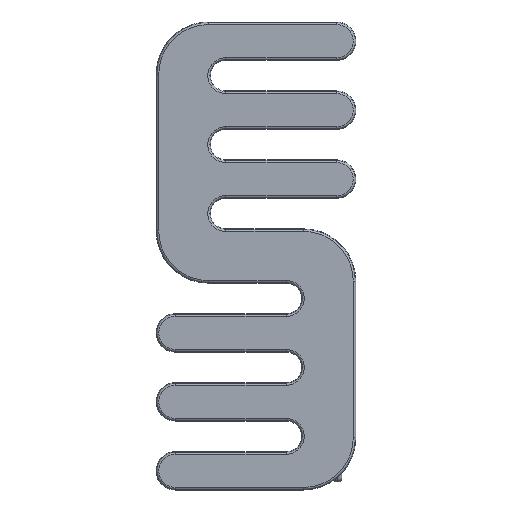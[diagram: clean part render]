
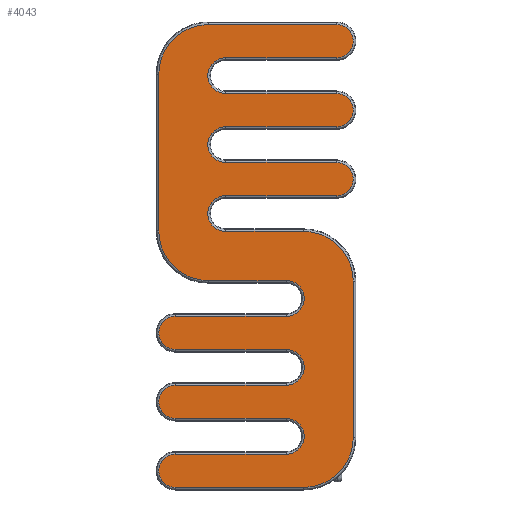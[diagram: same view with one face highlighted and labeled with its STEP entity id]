
A CAD part, top view. The second image highlights one B-rep face of the part: STEP entity #4043.
In plain terms, the highlighted planar face has unit normal (0, 0, 1).
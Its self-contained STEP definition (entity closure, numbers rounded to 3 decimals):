
#672=CARTESIAN_POINT('',(-121.6,464.6,7.));
#673=DIRECTION('',(0.,0.,1.));
#674=DIRECTION('',(0.,1.,0.));
#675=AXIS2_PLACEMENT_3D('',#672,#673,#674);
#680=DIRECTION('',(-1.,0.,0.));
#681=VECTOR('',#680,327.55);
#682=CARTESIAN_POINT('',(205.95,591.416,7.));
#683=LINE('',#682,#681);
#687=CARTESIAN_POINT('',(205.95,548.95,7.));
#688=DIRECTION('',(0.,0.,1.));
#689=DIRECTION('',(0.,-1.,0.));
#690=AXIS2_PLACEMENT_3D('',#687,#688,#689);
#695=DIRECTION('',(1.,0.,0.));
#696=VECTOR('',#695,283.5);
#697=CARTESIAN_POINT('',(-77.55,506.484,7.));
#698=LINE('',#697,#696);
#702=CARTESIAN_POINT('',(-77.55,460.85,7.));
#703=DIRECTION('',(0.,0.,-1.));
#704=DIRECTION('',(0.,-1.,0.));
#705=AXIS2_PLACEMENT_3D('',#702,#703,#704);
#710=DIRECTION('',(-1.,0.,0.));
#711=VECTOR('',#710,283.5);
#712=CARTESIAN_POINT('',(205.95,415.216,7.));
#713=LINE('',#712,#711);
#717=CARTESIAN_POINT('',(205.95,372.75,7.));
#718=DIRECTION('',(0.,0.,1.));
#719=DIRECTION('',(0.,-1.,0.));
#720=AXIS2_PLACEMENT_3D('',#717,#718,#719);
#725=DIRECTION('',(1.,0.,0.));
#726=VECTOR('',#725,283.5);
#727=CARTESIAN_POINT('',(-77.55,330.284,7.));
#728=LINE('',#727,#726);
#732=CARTESIAN_POINT('',(-77.55,284.65,7.));
#733=DIRECTION('',(0.,0.,-1.));
#734=DIRECTION('',(0.,-1.,0.));
#735=AXIS2_PLACEMENT_3D('',#732,#733,#734);
#740=DIRECTION('',(-1.,0.,0.));
#741=VECTOR('',#740,283.5);
#742=CARTESIAN_POINT('',(205.95,239.016,7.));
#743=LINE('',#742,#741);
#747=CARTESIAN_POINT('',(205.95,196.55,7.));
#748=DIRECTION('',(0.,0.,1.));
#749=DIRECTION('',(0.,-1.,0.));
#750=AXIS2_PLACEMENT_3D('',#747,#748,#749);
#755=DIRECTION('',(1.,0.,0.));
#756=VECTOR('',#755,283.5);
#757=CARTESIAN_POINT('',(-77.55,154.084,7.));
#758=LINE('',#757,#756);
#762=CARTESIAN_POINT('',(-77.55,108.45,7.));
#763=DIRECTION('',(0.,0.,-1.));
#764=DIRECTION('',(0.,-1.,0.));
#765=AXIS2_PLACEMENT_3D('',#762,#763,#764);
#770=DIRECTION('',(-1.,0.,0.));
#771=VECTOR('',#770,199.15);
#772=CARTESIAN_POINT('',(121.6,62.816,7.));
#773=LINE('',#772,#771);
#777=CARTESIAN_POINT('',(121.6,-64.,7.));
#778=DIRECTION('',(0.,0.,1.));
#779=DIRECTION('',(1.,0.,0.));
#780=AXIS2_PLACEMENT_3D('',#777,#778,#779);
#785=DIRECTION('',(0.,1.,0.));
#786=VECTOR('',#785,400.6);
#787=CARTESIAN_POINT('',(248.416,-464.6,7.));
#788=LINE('',#787,#786);
#792=CARTESIAN_POINT('',(121.6,-464.6,7.));
#793=DIRECTION('',(0.,0.,1.));
#794=DIRECTION('',(0.,-1.,0.));
#795=AXIS2_PLACEMENT_3D('',#792,#793,#794);
#800=DIRECTION('',(1.,0.,0.));
#801=VECTOR('',#800,327.55);
#802=CARTESIAN_POINT('',(-205.95,-591.416,7.));
#803=LINE('',#802,#801);
#807=CARTESIAN_POINT('',(-205.95,-548.95,7.));
#808=DIRECTION('',(0.,0.,1.));
#809=DIRECTION('',(0.,1.,0.));
#810=AXIS2_PLACEMENT_3D('',#807,#808,#809);
#815=DIRECTION('',(-1.,0.,0.));
#816=VECTOR('',#815,283.5);
#817=CARTESIAN_POINT('',(77.55,-506.484,7.));
#818=LINE('',#817,#816);
#822=CARTESIAN_POINT('',(77.55,-460.85,7.));
#823=DIRECTION('',(0.,0.,-1.));
#824=DIRECTION('',(0.,1.,0.));
#825=AXIS2_PLACEMENT_3D('',#822,#823,#824);
#830=DIRECTION('',(1.,0.,0.));
#831=VECTOR('',#830,283.5);
#832=CARTESIAN_POINT('',(-205.95,-415.216,7.));
#833=LINE('',#832,#831);
#837=CARTESIAN_POINT('',(-205.95,-372.75,7.));
#838=DIRECTION('',(0.,0.,1.));
#839=DIRECTION('',(0.,1.,0.));
#840=AXIS2_PLACEMENT_3D('',#837,#838,#839);
#845=DIRECTION('',(-1.,0.,0.));
#846=VECTOR('',#845,283.5);
#847=CARTESIAN_POINT('',(77.55,-330.284,7.));
#848=LINE('',#847,#846);
#852=CARTESIAN_POINT('',(77.55,-284.65,7.));
#853=DIRECTION('',(0.,0.,-1.));
#854=DIRECTION('',(0.,1.,0.));
#855=AXIS2_PLACEMENT_3D('',#852,#853,#854);
#860=DIRECTION('',(1.,0.,0.));
#861=VECTOR('',#860,283.5);
#862=CARTESIAN_POINT('',(-205.95,-239.016,7.));
#863=LINE('',#862,#861);
#867=CARTESIAN_POINT('',(-205.95,-196.55,7.));
#868=DIRECTION('',(0.,0.,1.));
#869=DIRECTION('',(0.,1.,0.));
#870=AXIS2_PLACEMENT_3D('',#867,#868,#869);
#875=DIRECTION('',(-1.,0.,0.));
#876=VECTOR('',#875,283.5);
#877=CARTESIAN_POINT('',(77.55,-154.084,7.));
#878=LINE('',#877,#876);
#882=CARTESIAN_POINT('',(77.55,-108.45,7.));
#883=DIRECTION('',(0.,0.,-1.));
#884=DIRECTION('',(0.,1.,0.));
#885=AXIS2_PLACEMENT_3D('',#882,#883,#884);
#890=DIRECTION('',(1.,0.,0.));
#891=VECTOR('',#890,199.15);
#892=CARTESIAN_POINT('',(-121.6,-62.816,7.));
#893=LINE('',#892,#891);
#897=CARTESIAN_POINT('',(-121.6,64.,7.));
#898=DIRECTION('',(0.,0.,1.));
#899=DIRECTION('',(-1.,0.,0.));
#900=AXIS2_PLACEMENT_3D('',#897,#898,#899);
#905=DIRECTION('',(0.,-1.,0.));
#906=VECTOR('',#905,400.6);
#907=CARTESIAN_POINT('',(-248.416,464.6,7.));
#908=LINE('',#907,#906);
#3365=CARTESIAN_POINT('',(-121.6,591.416,7.));
#3366=CARTESIAN_POINT('',(-248.416,464.6,7.));
#3367=VERTEX_POINT('',#3365);
#3368=VERTEX_POINT('',#3366);
#3373=CARTESIAN_POINT('',(-248.416,64.,7.));
#3374=VERTEX_POINT('',#3373);
#3377=CARTESIAN_POINT('',(-121.6,-62.816,7.));
#3378=VERTEX_POINT('',#3377);
#3381=CARTESIAN_POINT('',(77.55,-62.816,7.));
#3382=VERTEX_POINT('',#3381);
#3385=CARTESIAN_POINT('',(77.55,-154.084,7.));
#3386=VERTEX_POINT('',#3385);
#3389=CARTESIAN_POINT('',(-205.95,-154.084,7.));
#3390=VERTEX_POINT('',#3389);
#3393=CARTESIAN_POINT('',(-205.95,-239.016,7.));
#3394=VERTEX_POINT('',#3393);
#3397=CARTESIAN_POINT('',(77.55,-239.016,7.));
#3398=VERTEX_POINT('',#3397);
#3401=CARTESIAN_POINT('',(77.55,-330.284,7.));
#3402=VERTEX_POINT('',#3401);
#3405=CARTESIAN_POINT('',(-205.95,-330.284,7.));
#3406=VERTEX_POINT('',#3405);
#3409=CARTESIAN_POINT('',(-205.95,-415.216,7.));
#3410=VERTEX_POINT('',#3409);
#3413=CARTESIAN_POINT('',(77.55,-415.216,7.));
#3414=VERTEX_POINT('',#3413);
#3417=CARTESIAN_POINT('',(77.55,-506.484,7.));
#3418=VERTEX_POINT('',#3417);
#3421=CARTESIAN_POINT('',(-205.95,-506.484,7.));
#3422=VERTEX_POINT('',#3421);
#3425=CARTESIAN_POINT('',(-205.95,-591.416,7.));
#3426=VERTEX_POINT('',#3425);
#3429=CARTESIAN_POINT('',(121.6,-591.416,7.));
#3430=VERTEX_POINT('',#3429);
#3433=CARTESIAN_POINT('',(248.416,-464.6,7.));
#3434=VERTEX_POINT('',#3433);
#3437=CARTESIAN_POINT('',(248.416,-64.,7.));
#3438=VERTEX_POINT('',#3437);
#3441=CARTESIAN_POINT('',(121.6,62.816,7.));
#3442=VERTEX_POINT('',#3441);
#3445=CARTESIAN_POINT('',(-77.55,62.816,7.));
#3446=VERTEX_POINT('',#3445);
#3449=CARTESIAN_POINT('',(-77.55,154.084,7.));
#3450=VERTEX_POINT('',#3449);
#3453=CARTESIAN_POINT('',(205.95,154.084,7.));
#3454=VERTEX_POINT('',#3453);
#3457=CARTESIAN_POINT('',(205.95,239.016,7.));
#3458=VERTEX_POINT('',#3457);
#3461=CARTESIAN_POINT('',(-77.55,239.016,7.));
#3462=VERTEX_POINT('',#3461);
#3465=CARTESIAN_POINT('',(-77.55,330.284,7.));
#3466=VERTEX_POINT('',#3465);
#3469=CARTESIAN_POINT('',(205.95,330.284,7.));
#3470=VERTEX_POINT('',#3469);
#3473=CARTESIAN_POINT('',(205.95,415.216,7.));
#3474=VERTEX_POINT('',#3473);
#3477=CARTESIAN_POINT('',(-77.55,415.216,7.));
#3478=VERTEX_POINT('',#3477);
#3481=CARTESIAN_POINT('',(-77.55,506.484,7.));
#3482=VERTEX_POINT('',#3481);
#3485=CARTESIAN_POINT('',(205.95,506.484,7.));
#3486=VERTEX_POINT('',#3485);
#3489=CARTESIAN_POINT('',(205.95,591.416,7.));
#3490=VERTEX_POINT('',#3489);
#3973=CARTESIAN_POINT('',(0.,0.,7.));
#3974=DIRECTION('',(0.,0.,1.));
#3975=DIRECTION('',(1.,0.,0.));
#3976=AXIS2_PLACEMENT_3D('',#3973,#3974,#3975);
#3977=PLANE('',#3976);
#3978=ORIENTED_EDGE('',*,*,#3963,.F.);
#3980=ORIENTED_EDGE('',*,*,#3979,.F.);
#3982=ORIENTED_EDGE('',*,*,#3981,.F.);
#3984=ORIENTED_EDGE('',*,*,#3983,.F.);
#3986=ORIENTED_EDGE('',*,*,#3985,.F.);
#3988=ORIENTED_EDGE('',*,*,#3987,.F.);
#3990=ORIENTED_EDGE('',*,*,#3989,.F.);
#3992=ORIENTED_EDGE('',*,*,#3991,.F.);
#3994=ORIENTED_EDGE('',*,*,#3993,.F.);
#3996=ORIENTED_EDGE('',*,*,#3995,.F.);
#3998=ORIENTED_EDGE('',*,*,#3997,.F.);
#4000=ORIENTED_EDGE('',*,*,#3999,.F.);
#4002=ORIENTED_EDGE('',*,*,#4001,.F.);
#4004=ORIENTED_EDGE('',*,*,#4003,.F.);
#4006=ORIENTED_EDGE('',*,*,#4005,.F.);
#4008=ORIENTED_EDGE('',*,*,#4007,.F.);
#4010=ORIENTED_EDGE('',*,*,#4009,.F.);
#4012=ORIENTED_EDGE('',*,*,#4011,.F.);
#4014=ORIENTED_EDGE('',*,*,#4013,.F.);
#4016=ORIENTED_EDGE('',*,*,#4015,.F.);
#4018=ORIENTED_EDGE('',*,*,#4017,.F.);
#4020=ORIENTED_EDGE('',*,*,#4019,.F.);
#4022=ORIENTED_EDGE('',*,*,#4021,.F.);
#4024=ORIENTED_EDGE('',*,*,#4023,.F.);
#4026=ORIENTED_EDGE('',*,*,#4025,.F.);
#4028=ORIENTED_EDGE('',*,*,#4027,.F.);
#4030=ORIENTED_EDGE('',*,*,#4029,.F.);
#4032=ORIENTED_EDGE('',*,*,#4031,.F.);
#4034=ORIENTED_EDGE('',*,*,#4033,.F.);
#4036=ORIENTED_EDGE('',*,*,#4035,.F.);
#4038=ORIENTED_EDGE('',*,*,#4037,.F.);
#4040=ORIENTED_EDGE('',*,*,#4039,.F.);
#4041=EDGE_LOOP('',(#3978,#3980,#3982,#3984,#3986,#3988,#3990,#3992,#3994,#3996,
#3998,#4000,#4002,#4004,#4006,#4008,#4010,#4012,#4014,#4016,#4018,#4020,#4022,
#4024,#4026,#4028,#4030,#4032,#4034,#4036,#4038,#4040));
#4042=FACE_OUTER_BOUND('',#4041,.F.);
#676=CIRCLE('',#675,126.816);
#691=CIRCLE('',#690,42.466);
#706=CIRCLE('',#705,45.634);
#721=CIRCLE('',#720,42.466);
#736=CIRCLE('',#735,45.634);
#751=CIRCLE('',#750,42.466);
#766=CIRCLE('',#765,45.634);
#781=CIRCLE('',#780,126.816);
#796=CIRCLE('',#795,126.816);
#811=CIRCLE('',#810,42.466);
#826=CIRCLE('',#825,45.634);
#841=CIRCLE('',#840,42.466);
#856=CIRCLE('',#855,45.634);
#871=CIRCLE('',#870,42.466);
#886=CIRCLE('',#885,45.634);
#901=CIRCLE('',#900,126.816);
#3963=EDGE_CURVE('',#3367,#3368,#676,.T.);
#3979=EDGE_CURVE('',#3490,#3367,#683,.T.);
#3981=EDGE_CURVE('',#3486,#3490,#691,.T.);
#3983=EDGE_CURVE('',#3482,#3486,#698,.T.);
#3985=EDGE_CURVE('',#3478,#3482,#706,.T.);
#3987=EDGE_CURVE('',#3474,#3478,#713,.T.);
#3989=EDGE_CURVE('',#3470,#3474,#721,.T.);
#3991=EDGE_CURVE('',#3466,#3470,#728,.T.);
#3993=EDGE_CURVE('',#3462,#3466,#736,.T.);
#3995=EDGE_CURVE('',#3458,#3462,#743,.T.);
#3997=EDGE_CURVE('',#3454,#3458,#751,.T.);
#3999=EDGE_CURVE('',#3450,#3454,#758,.T.);
#4001=EDGE_CURVE('',#3446,#3450,#766,.T.);
#4003=EDGE_CURVE('',#3442,#3446,#773,.T.);
#4005=EDGE_CURVE('',#3438,#3442,#781,.T.);
#4007=EDGE_CURVE('',#3434,#3438,#788,.T.);
#4009=EDGE_CURVE('',#3430,#3434,#796,.T.);
#4011=EDGE_CURVE('',#3426,#3430,#803,.T.);
#4013=EDGE_CURVE('',#3422,#3426,#811,.T.);
#4015=EDGE_CURVE('',#3418,#3422,#818,.T.);
#4017=EDGE_CURVE('',#3414,#3418,#826,.T.);
#4019=EDGE_CURVE('',#3410,#3414,#833,.T.);
#4021=EDGE_CURVE('',#3406,#3410,#841,.T.);
#4023=EDGE_CURVE('',#3402,#3406,#848,.T.);
#4025=EDGE_CURVE('',#3398,#3402,#856,.T.);
#4027=EDGE_CURVE('',#3394,#3398,#863,.T.);
#4029=EDGE_CURVE('',#3390,#3394,#871,.T.);
#4031=EDGE_CURVE('',#3386,#3390,#878,.T.);
#4033=EDGE_CURVE('',#3382,#3386,#886,.T.);
#4035=EDGE_CURVE('',#3378,#3382,#893,.T.);
#4037=EDGE_CURVE('',#3374,#3378,#901,.T.);
#4039=EDGE_CURVE('',#3368,#3374,#908,.T.);
#4043=ADVANCED_FACE('',(#4042),#3977,.T.);
